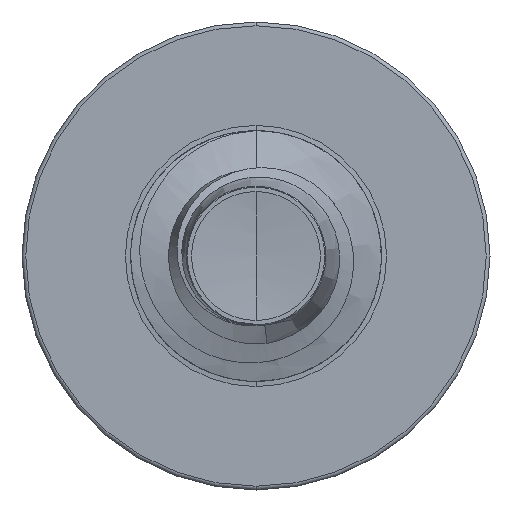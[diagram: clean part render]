
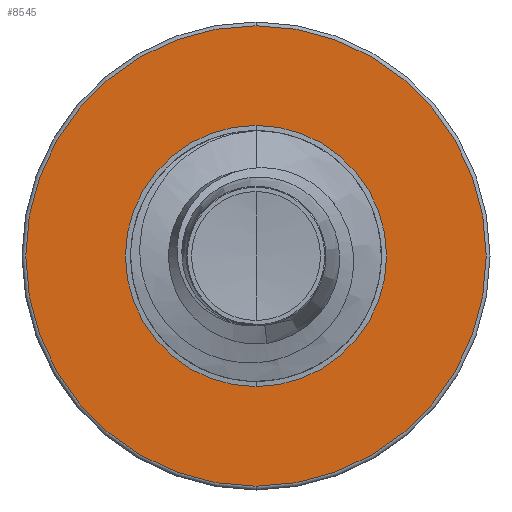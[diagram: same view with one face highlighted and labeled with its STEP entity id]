
A CAD part, front view. The second image highlights one B-rep face of the part: STEP entity #8545.
In plain terms, the highlighted planar face has unit normal (0, -1, 0).
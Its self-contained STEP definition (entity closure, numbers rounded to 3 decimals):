
#132 = EDGE_CURVE ( 'NONE', #13254, #10566, #9428, .T. ) ;
#835 = ORIENTED_EDGE ( 'NONE', *, *, #2707, .F. ) ;
#2707 = EDGE_CURVE ( 'NONE', #10566, #13254, #8467, .T. ) ;
#3051 = ORIENTED_EDGE ( 'NONE', *, *, #132, .F. ) ;
#3181 = ORIENTED_EDGE ( 'NONE', *, *, #7054, .T. ) ;
#3817 = EDGE_CURVE ( 'NONE', #7490, #12257, #10162, .T. ) ;
#4592 = DIRECTION ( 'NONE',  ( 0., 1., 0. ) ) ;
#4930 = CARTESIAN_POINT ( 'NONE',  ( 0., 8.5, -1.562 ) ) ;
#5220 = AXIS2_PLACEMENT_3D ( 'NONE', #6355, #6264, #7167 ) ;
#5796 = EDGE_LOOP ( 'NONE', ( #3181, #10925 ) ) ;
#6264 = DIRECTION ( 'NONE',  ( 0., 1., 0. ) ) ;
#6302 = CARTESIAN_POINT ( 'NONE',  ( 0., 8.5, 0. ) ) ;
#6355 = CARTESIAN_POINT ( 'NONE',  ( 0., 8.5, 0. ) ) ;
#6839 = DIRECTION ( 'NONE',  ( 0., 1., 0. ) ) ;
#7054 = EDGE_CURVE ( 'NONE', #12257, #7490, #14427, .T. ) ;
#7167 = DIRECTION ( 'NONE',  ( 0., 0., 1. ) ) ;
#7490 = VERTEX_POINT ( 'NONE', #4930 ) ;
#7498 = DIRECTION ( 'NONE',  ( 0., 0., 1. ) ) ;
#7759 = DIRECTION ( 'NONE',  ( 0., 0., 1. ) ) ;
#8467 = CIRCLE ( 'NONE', #9702, 2.755 ) ;
#8545 = ADVANCED_FACE ( 'NONE', ( #9774, #9594 ), #14821, .F. ) ;
#8800 = AXIS2_PLACEMENT_3D ( 'NONE', #14026, #6839, #15209 ) ;
#9412 = AXIS2_PLACEMENT_3D ( 'NONE', #11692, #4592, #12883 ) ;
#9428 = CIRCLE ( 'NONE', #5220, 2.755 ) ;
#9594 = FACE_BOUND ( 'NONE', #5796, .T. ) ;
#9702 = AXIS2_PLACEMENT_3D ( 'NONE', #6302, #14662, #7498 ) ;
#9774 = FACE_OUTER_BOUND ( 'NONE', #12315, .T. ) ;
#9952 = CARTESIAN_POINT ( 'NONE',  ( 0., 8.5, -2.755 ) ) ;
#10162 = CIRCLE ( 'NONE', #9412, 1.562 ) ;
#10566 = VERTEX_POINT ( 'NONE', #9952 ) ;
#10925 = ORIENTED_EDGE ( 'NONE', *, *, #3817, .T. ) ;
#11692 = CARTESIAN_POINT ( 'NONE',  ( 0., 8.5, 0. ) ) ;
#11715 = AXIS2_PLACEMENT_3D ( 'NONE', #13735, #14919, #7759 ) ;
#12257 = VERTEX_POINT ( 'NONE', #14701 ) ;
#12315 = EDGE_LOOP ( 'NONE', ( #3051, #835 ) ) ;
#12883 = DIRECTION ( 'NONE',  ( 0., 0., 1. ) ) ;
#13084 = CARTESIAN_POINT ( 'NONE',  ( 0., 8.5, 2.755 ) ) ;
#13254 = VERTEX_POINT ( 'NONE', #13084 ) ;
#13735 = CARTESIAN_POINT ( 'NONE',  ( 0., 8.5, -1.562 ) ) ;
#14026 = CARTESIAN_POINT ( 'NONE',  ( 0., 8.5, 0. ) ) ;
#14427 = CIRCLE ( 'NONE', #8800, 1.562 ) ;
#14662 = DIRECTION ( 'NONE',  ( 0., 1., 0. ) ) ;
#14701 = CARTESIAN_POINT ( 'NONE',  ( 0., 8.5, 1.562 ) ) ;
#14821 = PLANE ( 'NONE',  #11715 ) ;
#14919 = DIRECTION ( 'NONE',  ( 0., 1., 0. ) ) ;
#15209 = DIRECTION ( 'NONE',  ( 0., 0., 1. ) ) ;
